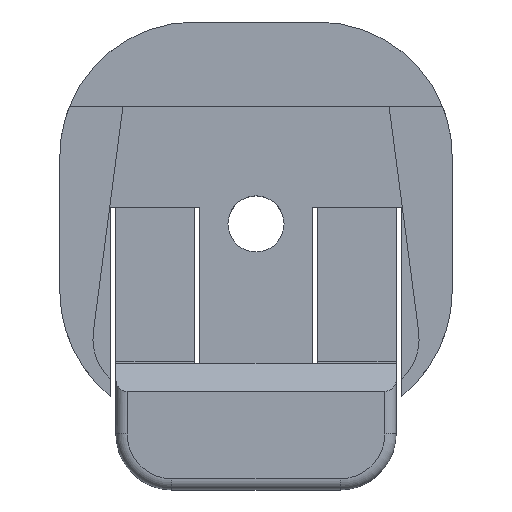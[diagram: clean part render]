
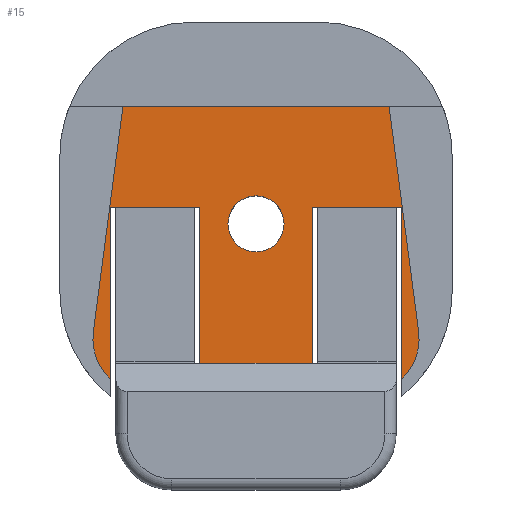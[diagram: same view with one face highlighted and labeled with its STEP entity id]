
A CAD part, top view. The second image highlights one B-rep face of the part: STEP entity #15.
In plain terms, the highlighted planar face has unit normal (0, 0, 1).
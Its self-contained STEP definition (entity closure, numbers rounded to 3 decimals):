
#15 = ADVANCED_FACE ( 'NONE', ( #57, #2382 ), #2983, .T. ) ;
#40 = VECTOR ( 'NONE', #1606, 1000. ) ;
#44 = VECTOR ( 'NONE', #197, 1000. ) ;
#57 = FACE_OUTER_BOUND ( 'NONE', #367, .T. ) ;
#61 = CARTESIAN_POINT ( 'NONE',  ( 13., -13.87, 7.3 ) ) ;
#85 = CARTESIAN_POINT ( 'NONE',  ( -5., 0., 7.3 ) ) ;
#114 = LINE ( 'NONE', #179, #2486 ) ;
#116 = AXIS2_PLACEMENT_3D ( 'NONE', #1578, #1112, #1824 ) ;
#120 = ORIENTED_EDGE ( 'NONE', *, *, #1141, .T. ) ;
#141 = CIRCLE ( 'NONE', #2970, 2. ) ;
#155 = CARTESIAN_POINT ( 'NONE',  ( -13.026, 1.708, 7.3 ) ) ;
#169 = EDGE_CURVE ( 'NONE', #213, #1572, #141, .T. ) ;
#179 = CARTESIAN_POINT ( 'NONE',  ( 0., 15.25, 7.3 ) ) ;
#197 = DIRECTION ( 'NONE',  ( -0.13, 0.992, 0. ) ) ;
#213 = VERTEX_POINT ( 'NONE', #279 ) ;
#225 = EDGE_CURVE ( 'NONE', #2532, #2359, #877, .T. ) ;
#245 = EDGE_CURVE ( 'NONE', #1905, #1318, #2154, .T. ) ;
#271 = ORIENTED_EDGE ( 'NONE', *, *, #169, .T. ) ;
#279 = CARTESIAN_POINT ( 'NONE',  ( 11.478, 13.51, 7.3 ) ) ;
#288 = DIRECTION ( 'NONE',  ( 0., 0., 1. ) ) ;
#289 = DIRECTION ( 'NONE',  ( 0., 0., 1. ) ) ;
#310 = CARTESIAN_POINT ( 'NONE',  ( -13., 1.5, 7.3 ) ) ;
#367 = EDGE_LOOP ( 'NONE', ( #2170, #473, #849, #2780, #120, #271, #1235, #2395, #1930, #2536, #2817, #1451, #1315, #1536 ) ) ;
#377 = VERTEX_POINT ( 'NONE', #2287 ) ;
#386 = CARTESIAN_POINT ( 'NONE',  ( 0., -15.25, 7.3 ) ) ;
#396 = AXIS2_PLACEMENT_3D ( 'NONE', #724, #288, #1957 ) ;
#435 = VECTOR ( 'NONE', #1609, 1000. ) ;
#448 = LINE ( 'NONE', #587, #2900 ) ;
#454 = EDGE_CURVE ( 'NONE', #2430, #1078, #2553, .T. ) ;
#471 = VERTEX_POINT ( 'NONE', #1916 ) ;
#473 = ORIENTED_EDGE ( 'NONE', *, *, #643, .F. ) ;
#478 = EDGE_CURVE ( 'NONE', #2359, #2532, #612, .T. ) ;
#528 = DIRECTION ( 'NONE',  ( 0., 0., 1. ) ) ;
#537 = LINE ( 'NONE', #2949, #2550 ) ;
#545 = DIRECTION ( 'NONE',  ( 1., 0., 0. ) ) ;
#554 = CARTESIAN_POINT ( 'NONE',  ( 9.551, -10.25, 7.3 ) ) ;
#587 = CARTESIAN_POINT ( 'NONE',  ( 5., 0., 7.3 ) ) ;
#612 = CIRCLE ( 'NONE', #2281, 2.5 ) ;
#643 = EDGE_CURVE ( 'NONE', #1078, #377, #537, .T. ) ;
#659 = VECTOR ( 'NONE', #2980, 1000. ) ;
#696 = AXIS2_PLACEMENT_3D ( 'NONE', #2195, #528, #1517 ) ;
#716 = EDGE_CURVE ( 'NONE', #2430, #2790, #1922, .T. ) ;
#724 = CARTESIAN_POINT ( 'NONE',  ( -9.495, 13.25, 7.3 ) ) ;
#729 = LINE ( 'NONE', #1623, #40 ) ;
#787 = DIRECTION ( 'NONE',  ( 0., 1., 0. ) ) ;
#809 = LINE ( 'NONE', #2286, #2413 ) ;
#849 = ORIENTED_EDGE ( 'NONE', *, *, #454, .F. ) ;
#877 = CIRCLE ( 'NONE', #696, 2.5 ) ;
#973 = AXIS2_PLACEMENT_3D ( 'NONE', #554, #1784, #1768 ) ;
#1057 = DIRECTION ( 'NONE',  ( -1., 0., 0. ) ) ;
#1071 = DIRECTION ( 'NONE',  ( 0., -1., 0. ) ) ;
#1075 = VERTEX_POINT ( 'NONE', #1356 ) ;
#1078 = VERTEX_POINT ( 'NONE', #3001 ) ;
#1099 = CARTESIAN_POINT ( 'NONE',  ( 13., 0., 7.3 ) ) ;
#1101 = EDGE_CURVE ( 'NONE', #1905, #1075, #2089, .T. ) ;
#1112 = DIRECTION ( 'NONE',  ( 0., 0., 1. ) ) ;
#1117 = VERTEX_POINT ( 'NONE', #2744 ) ;
#1141 = EDGE_CURVE ( 'NONE', #2790, #213, #1563, .T. ) ;
#1156 = CARTESIAN_POINT ( 'NONE',  ( 2.5, 0., 7.3 ) ) ;
#1178 = CIRCLE ( 'NONE', #396, 2. ) ;
#1184 = ORIENTED_EDGE ( 'NONE', *, *, #478, .F. ) ;
#1193 = EDGE_LOOP ( 'NONE', ( #1184, #2662 ) ) ;
#1235 = ORIENTED_EDGE ( 'NONE', *, *, #1692, .F. ) ;
#1289 = VECTOR ( 'NONE', #2754, 1000. ) ;
#1315 = ORIENTED_EDGE ( 'NONE', *, *, #245, .F. ) ;
#1318 = VERTEX_POINT ( 'NONE', #1473 ) ;
#1356 = CARTESIAN_POINT ( 'NONE',  ( 5., -15.25, 7.3 ) ) ;
#1451 = ORIENTED_EDGE ( 'NONE', *, *, #1593, .F. ) ;
#1473 = CARTESIAN_POINT ( 'NONE',  ( -5., 1.5, 7.3 ) ) ;
#1508 = VERTEX_POINT ( 'NONE', #310 ) ;
#1517 = DIRECTION ( 'NONE',  ( 1., 0., 0. ) ) ;
#1531 = EDGE_CURVE ( 'NONE', #1117, #471, #2163, .T. ) ;
#1536 = ORIENTED_EDGE ( 'NONE', *, *, #1101, .T. ) ;
#1563 = LINE ( 'NONE', #2102, #44 ) ;
#1569 = EDGE_CURVE ( 'NONE', #1117, #2674, #2269, .T. ) ;
#1572 = VERTEX_POINT ( 'NONE', #1827 ) ;
#1578 = CARTESIAN_POINT ( 'NONE',  ( 0., 0., 7.3 ) ) ;
#1593 = EDGE_CURVE ( 'NONE', #1318, #1508, #809, .T. ) ;
#1606 = DIRECTION ( 'NONE',  ( 0., -1., 0. ) ) ;
#1609 = DIRECTION ( 'NONE',  ( 1., 0., 0. ) ) ;
#1623 = CARTESIAN_POINT ( 'NONE',  ( -13., 0., 7.3 ) ) ;
#1648 = CARTESIAN_POINT ( 'NONE',  ( -5., -15.25, 7.3 ) ) ;
#1692 = EDGE_CURVE ( 'NONE', #2048, #1572, #114, .T. ) ;
#1695 = EDGE_CURVE ( 'NONE', #1508, #471, #729, .T. ) ;
#1738 = CARTESIAN_POINT ( 'NONE',  ( 9.495, 13.25, 7.3 ) ) ;
#1768 = DIRECTION ( 'NONE',  ( 1., 0., 0. ) ) ;
#1784 = DIRECTION ( 'NONE',  ( 0., 0., 1. ) ) ;
#1805 = CARTESIAN_POINT ( 'NONE',  ( -9.551, -10.25, 7.3 ) ) ;
#1824 = DIRECTION ( 'NONE',  ( 1., 0., 0. ) ) ;
#1827 = CARTESIAN_POINT ( 'NONE',  ( 9.495, 15.25, 7.3 ) ) ;
#1905 = VERTEX_POINT ( 'NONE', #1648 ) ;
#1916 = CARTESIAN_POINT ( 'NONE',  ( -13., -13.87, 7.3 ) ) ;
#1922 = CIRCLE ( 'NONE', #973, 5. ) ;
#1930 = ORIENTED_EDGE ( 'NONE', *, *, #1569, .F. ) ;
#1957 = DIRECTION ( 'NONE',  ( 1., 0., 0. ) ) ;
#1976 = CARTESIAN_POINT ( 'NONE',  ( -9.495, 15.25, 7.3 ) ) ;
#2005 = DIRECTION ( 'NONE',  ( -1., 0., 0. ) ) ;
#2018 = DIRECTION ( 'NONE',  ( 1., 0., 0. ) ) ;
#2036 = DIRECTION ( 'NONE',  ( 0., 0., 1. ) ) ;
#2048 = VERTEX_POINT ( 'NONE', #1976 ) ;
#2075 = VECTOR ( 'NONE', #787, 1000. ) ;
#2089 = LINE ( 'NONE', #386, #435 ) ;
#2102 = CARTESIAN_POINT ( 'NONE',  ( 13.026, 1.708, 7.3 ) ) ;
#2154 = LINE ( 'NONE', #85, #2075 ) ;
#2163 = CIRCLE ( 'NONE', #2328, 5. ) ;
#2170 = ORIENTED_EDGE ( 'NONE', *, *, #2827, .F. ) ;
#2180 = CARTESIAN_POINT ( 'NONE',  ( 0., 0., 7.3 ) ) ;
#2195 = CARTESIAN_POINT ( 'NONE',  ( 0., 0., 7.3 ) ) ;
#2236 = CARTESIAN_POINT ( 'NONE',  ( -11.478, 13.51, 7.3 ) ) ;
#2269 = LINE ( 'NONE', #155, #659 ) ;
#2281 = AXIS2_PLACEMENT_3D ( 'NONE', #2180, #2375, #2381 ) ;
#2286 = CARTESIAN_POINT ( 'NONE',  ( 0., 1.5, 7.3 ) ) ;
#2287 = CARTESIAN_POINT ( 'NONE',  ( 5., 1.5, 7.3 ) ) ;
#2328 = AXIS2_PLACEMENT_3D ( 'NONE', #1805, #2036, #2018 ) ;
#2359 = VERTEX_POINT ( 'NONE', #1156 ) ;
#2375 = DIRECTION ( 'NONE',  ( 0., 0., 1. ) ) ;
#2381 = DIRECTION ( 'NONE',  ( 1., 0., 0. ) ) ;
#2382 = FACE_BOUND ( 'NONE', #1193, .T. ) ;
#2395 = ORIENTED_EDGE ( 'NONE', *, *, #2440, .T. ) ;
#2413 = VECTOR ( 'NONE', #1057, 1000. ) ;
#2430 = VERTEX_POINT ( 'NONE', #61 ) ;
#2440 = EDGE_CURVE ( 'NONE', #2048, #2674, #1178, .T. ) ;
#2486 = VECTOR ( 'NONE', #2799, 1000. ) ;
#2532 = VERTEX_POINT ( 'NONE', #2877 ) ;
#2536 = ORIENTED_EDGE ( 'NONE', *, *, #1531, .T. ) ;
#2550 = VECTOR ( 'NONE', #2005, 1000. ) ;
#2553 = LINE ( 'NONE', #1099, #1289 ) ;
#2662 = ORIENTED_EDGE ( 'NONE', *, *, #225, .F. ) ;
#2674 = VERTEX_POINT ( 'NONE', #2236 ) ;
#2719 = CARTESIAN_POINT ( 'NONE',  ( 14.509, -9.6, 7.3 ) ) ;
#2744 = CARTESIAN_POINT ( 'NONE',  ( -14.509, -9.6, 7.3 ) ) ;
#2754 = DIRECTION ( 'NONE',  ( 0., 1., 0. ) ) ;
#2780 = ORIENTED_EDGE ( 'NONE', *, *, #716, .T. ) ;
#2790 = VERTEX_POINT ( 'NONE', #2719 ) ;
#2799 = DIRECTION ( 'NONE',  ( 1., 0., 0. ) ) ;
#2817 = ORIENTED_EDGE ( 'NONE', *, *, #1695, .F. ) ;
#2827 = EDGE_CURVE ( 'NONE', #377, #1075, #448, .T. ) ;
#2877 = CARTESIAN_POINT ( 'NONE',  ( -2.5, 0., 7.3 ) ) ;
#2900 = VECTOR ( 'NONE', #1071, 1000. ) ;
#2949 = CARTESIAN_POINT ( 'NONE',  ( 0., 1.5, 7.3 ) ) ;
#2970 = AXIS2_PLACEMENT_3D ( 'NONE', #1738, #289, #545 ) ;
#2980 = DIRECTION ( 'NONE',  ( 0.13, 0.992, 0. ) ) ;
#2983 = PLANE ( 'NONE',  #116 ) ;
#3001 = CARTESIAN_POINT ( 'NONE',  ( 13., 1.5, 7.3 ) ) ;
